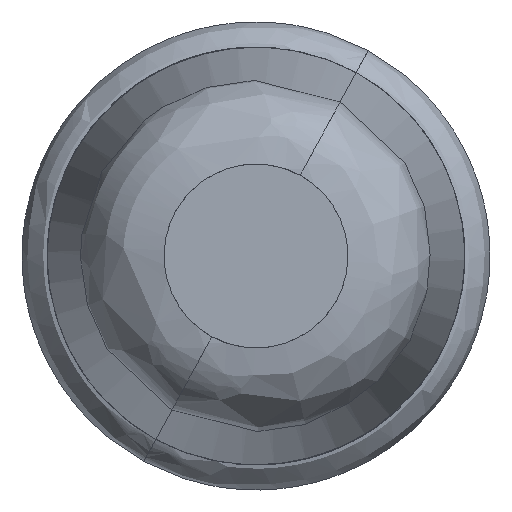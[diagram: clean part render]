
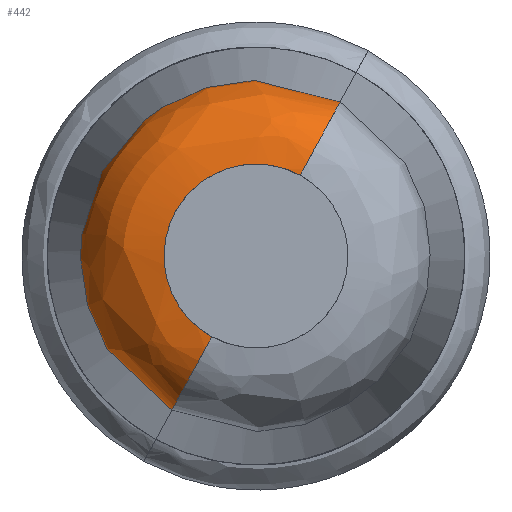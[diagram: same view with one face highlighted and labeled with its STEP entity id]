
A CAD part, front view. The second image highlights one B-rep face of the part: STEP entity #442.
In plain terms, the highlighted free-form (B-spline) face has degree [2, 2] with [5, 5] control points.
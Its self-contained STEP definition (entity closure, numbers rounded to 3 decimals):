
#442 = ADVANCED_FACE('',(#443),#485,.T.);
#443 = FACE_BOUND('',#444,.T.);
#444 = EDGE_LOOP('',(#445,#457,#467,#477));
#445 = ORIENTED_EDGE('',*,*,#446,.T.);
#446 = EDGE_CURVE('',#447,#449,#451,.T.);
#447 = VERTEX_POINT('',#448);
#448 = CARTESIAN_POINT('',(23.1,87.606,
    42.285));
#449 = VERTEX_POINT('',#450);
#450 = CARTESIAN_POINT('',(23.1,0.,42.285));
#451 = ( BOUNDED_CURVE() B_SPLINE_CURVE(2,(#452,#453,#454,#455,#456),
.UNSPECIFIED.,.F.,.F.) B_SPLINE_CURVE_WITH_KNOTS((3,2,3),(0.,
1.571,3.142),.PIECEWISE_BEZIER_KNOTS.) CURVE() 
GEOMETRIC_REPRESENTATION_ITEM() RATIONAL_B_SPLINE_CURVE((1.,
0.707,1.,0.707,1.)) REPRESENTATION_ITEM('') );
#452 = CARTESIAN_POINT('',(23.1,87.606,
    42.285));
#453 = CARTESIAN_POINT('',(44.1,87.606,
    80.725));
#454 = CARTESIAN_POINT('',(44.1,43.803,
    80.725));
#455 = CARTESIAN_POINT('',(44.1,0.,
    80.725));
#456 = CARTESIAN_POINT('',(23.1,0.,42.285));
#457 = ORIENTED_EDGE('',*,*,#458,.T.);
#458 = EDGE_CURVE('',#449,#459,#461,.T.);
#459 = VERTEX_POINT('',#460);
#460 = CARTESIAN_POINT('',(-23.1,0.,-42.285));
#461 = ( BOUNDED_CURVE() B_SPLINE_CURVE(2,(#462,#463,#464,#465,#466),
.UNSPECIFIED.,.F.,.F.) B_SPLINE_CURVE_WITH_KNOTS((3,2,3),(0.,
1.571,3.142),.PIECEWISE_BEZIER_KNOTS.) CURVE() 
GEOMETRIC_REPRESENTATION_ITEM() RATIONAL_B_SPLINE_CURVE((1.,
0.707,1.,0.707,1.)) REPRESENTATION_ITEM('') );
#462 = CARTESIAN_POINT('',(23.1,0.,42.285));
#463 = CARTESIAN_POINT('',(-19.184,0.,65.385));
#464 = CARTESIAN_POINT('',(-42.285,0.,23.1));
#465 = CARTESIAN_POINT('',(-65.385,0.,-19.184));
#466 = CARTESIAN_POINT('',(-23.1,0.,-42.285));
#467 = ORIENTED_EDGE('',*,*,#468,.T.);
#468 = EDGE_CURVE('',#459,#469,#471,.T.);
#469 = VERTEX_POINT('',#470);
#470 = CARTESIAN_POINT('',(-23.1,87.606,
    -42.285));
#471 = ( BOUNDED_CURVE() B_SPLINE_CURVE(2,(#472,#473,#474,#475,#476),
.UNSPECIFIED.,.F.,.F.) B_SPLINE_CURVE_WITH_KNOTS((3,2,3),(0.,
1.571,3.142),.PIECEWISE_BEZIER_KNOTS.) CURVE() 
GEOMETRIC_REPRESENTATION_ITEM() RATIONAL_B_SPLINE_CURVE((1.,
0.707,1.,0.707,1.)) REPRESENTATION_ITEM('') );
#472 = CARTESIAN_POINT('',(-23.1,0.,-42.285));
#473 = CARTESIAN_POINT('',(-44.1,0.,-80.725));
#474 = CARTESIAN_POINT('',(-44.1,43.803,
    -80.725));
#475 = CARTESIAN_POINT('',(-44.1,87.606,
    -80.725));
#476 = CARTESIAN_POINT('',(-23.1,87.606,
    -42.285));
#477 = ORIENTED_EDGE('',*,*,#478,.T.);
#478 = EDGE_CURVE('',#469,#447,#479,.T.);
#479 = ( BOUNDED_CURVE() B_SPLINE_CURVE(2,(#480,#481,#482,#483,#484),
.UNSPECIFIED.,.F.,.F.) B_SPLINE_CURVE_WITH_KNOTS((3,2,3),(
    0.,1.571,3.142),
.PIECEWISE_BEZIER_KNOTS.) CURVE() GEOMETRIC_REPRESENTATION_ITEM() 
RATIONAL_B_SPLINE_CURVE((1.,0.707,1.,0.707,1.)) 
REPRESENTATION_ITEM('') );
#480 = CARTESIAN_POINT('',(-23.1,87.606,
    -42.285));
#481 = CARTESIAN_POINT('',(-65.385,87.606,
    -19.184));
#482 = CARTESIAN_POINT('',(-42.285,87.606,
    23.1));
#483 = CARTESIAN_POINT('',(-19.184,87.606,
    65.385));
#484 = CARTESIAN_POINT('',(23.1,87.606,
    42.285));
#485 = ( BOUNDED_SURFACE() B_SPLINE_SURFACE(2,2,(
    (#486,#487,#488,#489,#490)
    ,(#491,#492,#493,#494,#495)
    ,(#496,#497,#498,#499,#500)
    ,(#501,#502,#503,#504,#505)
    ,(#506,#507,#508,#509,#510
)),.UNSPECIFIED.,.F.,.F.,.F.) B_SPLINE_SURFACE_WITH_KNOTS((3,2,3),(3,2,3
    ),(0.,1.571,3.142),(0.,1.571,3.142),
.PIECEWISE_BEZIER_KNOTS.) GEOMETRIC_REPRESENTATION_ITEM() 
RATIONAL_B_SPLINE_SURFACE((
    (1.,0.707,1.,0.707,1.)
    ,(0.707,0.5,0.707,0.5
      ,0.707)
    ,(1.,0.707,1.,0.707,1.)
    ,(0.707,0.5,0.707,0.5
      ,0.707)
,(1.,0.707,1.,0.707,1.
))) REPRESENTATION_ITEM('') SURFACE() );
#486 = CARTESIAN_POINT('',(23.1,0.,42.285));
#487 = CARTESIAN_POINT('',(44.1,0.,80.725));
#488 = CARTESIAN_POINT('',(44.1,43.803,
    80.725));
#489 = CARTESIAN_POINT('',(44.1,87.606,
    80.725));
#490 = CARTESIAN_POINT('',(23.1,87.606,
    42.285));
#491 = CARTESIAN_POINT('',(-19.184,0.,65.385));
#492 = CARTESIAN_POINT('',(-36.625,0.,124.826));
#493 = CARTESIAN_POINT('',(-36.625,43.803,
    124.826));
#494 = CARTESIAN_POINT('',(-36.625,87.606,
    124.826));
#495 = CARTESIAN_POINT('',(-19.184,87.606,
    65.385));
#496 = CARTESIAN_POINT('',(-42.285,0.,23.1));
#497 = CARTESIAN_POINT('',(-80.725,0.,44.1));
#498 = CARTESIAN_POINT('',(-80.725,43.803,
    44.1));
#499 = CARTESIAN_POINT('',(-80.725,87.606,
    44.1));
#500 = CARTESIAN_POINT('',(-42.285,87.606,
    23.1));
#501 = CARTESIAN_POINT('',(-65.385,0.,-19.184));
#502 = CARTESIAN_POINT('',(-124.826,0.,-36.625));
#503 = CARTESIAN_POINT('',(-124.826,43.803,
    -36.625));
#504 = CARTESIAN_POINT('',(-124.826,87.606,
    -36.625));
#505 = CARTESIAN_POINT('',(-65.385,87.606,
    -19.184));
#506 = CARTESIAN_POINT('',(-23.1,0.,-42.285));
#507 = CARTESIAN_POINT('',(-44.1,0.,-80.725));
#508 = CARTESIAN_POINT('',(-44.1,43.803,
    -80.725));
#509 = CARTESIAN_POINT('',(-44.1,87.606,
    -80.725));
#510 = CARTESIAN_POINT('',(-23.1,87.606,
    -42.285));
